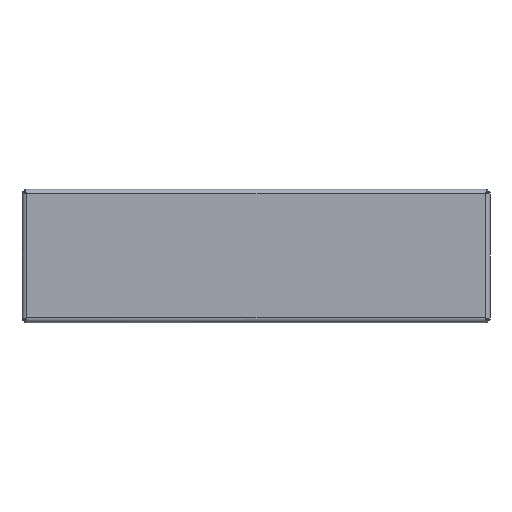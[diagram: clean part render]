
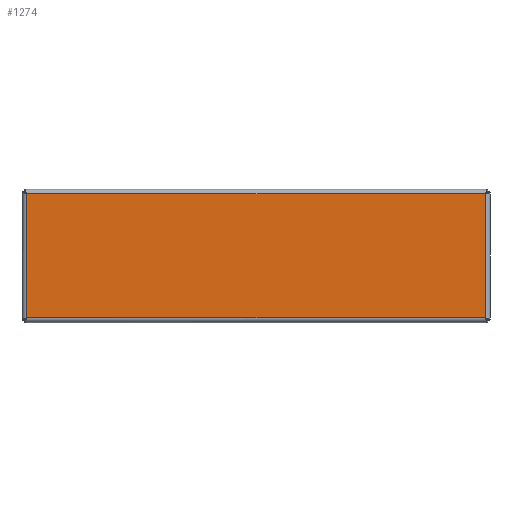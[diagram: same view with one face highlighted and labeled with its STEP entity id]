
A CAD part, top view. The second image highlights one B-rep face of the part: STEP entity #1274.
In plain terms, the highlighted planar face has unit normal (0, 0, 1).
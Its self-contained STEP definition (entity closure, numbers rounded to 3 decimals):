
#89=LINE($,#1995,#191);
#140=LINE($,#2335,#242);
#142=LINE($,#2339,#244);
#144=LINE($,#2343,#246);
#191=VECTOR($,#1533,106.);
#242=VECTOR($,#1626,392.);
#244=VECTOR($,#1632,392.);
#246=VECTOR($,#1638,106.);
#291=PLANE($,#1369);
#390=FACE_OUTER_BOUND($,#481,.T.);
#481=EDGE_LOOP($,(#1077,#1078,#1079,#1080));
#583=VERTEX_POINT($,#1963);
#587=VERTEX_POINT($,#1987);
#590=VERTEX_POINT($,#2044);
#604=VERTEX_POINT($,#2149);
#706=EDGE_CURVE($,#583,#587,#89,.T.);
#774=EDGE_CURVE($,#587,#604,#140,.T.);
#776=EDGE_CURVE($,#590,#583,#142,.T.);
#778=EDGE_CURVE($,#604,#590,#144,.T.);
#1077=ORIENTED_EDGE($,*,*,#774,.T.);
#1078=ORIENTED_EDGE($,*,*,#778,.T.);
#1079=ORIENTED_EDGE($,*,*,#776,.T.);
#1080=ORIENTED_EDGE($,*,*,#706,.T.);
#1274=ADVANCED_FACE($,(#390),#291,.F.);
#1369=AXIS2_PLACEMENT_3D($,#2346,#1643,#1644);
#1533=DIRECTION($,(0.,1.,0.));
#1626=DIRECTION($,(-1.,0.,0.));
#1632=DIRECTION($,(1.,0.,0.));
#1638=DIRECTION($,(0.,-1.,0.));
#1643=DIRECTION('center_axis',(0.,0.,
-1.));
#1644=DIRECTION('ref_axis',(1.,0.,0.));
#1963=CARTESIAN_POINT('',(196.,-53.,22.24));
#1987=CARTESIAN_POINT('',(196.,53.,22.24));
#1995=CARTESIAN_POINT($,(196.,-26.5,22.24));
#2044=CARTESIAN_POINT('',(-196.,-53.,22.24));
#2149=CARTESIAN_POINT('',(-196.,53.,22.24));
#2335=CARTESIAN_POINT($,(98.,53.,22.24));
#2339=CARTESIAN_POINT($,(-98.,-53.,22.24));
#2343=CARTESIAN_POINT($,(-196.,26.5,22.24));
#2346=CARTESIAN_POINT('Origin',(0.,0.,
22.24));
